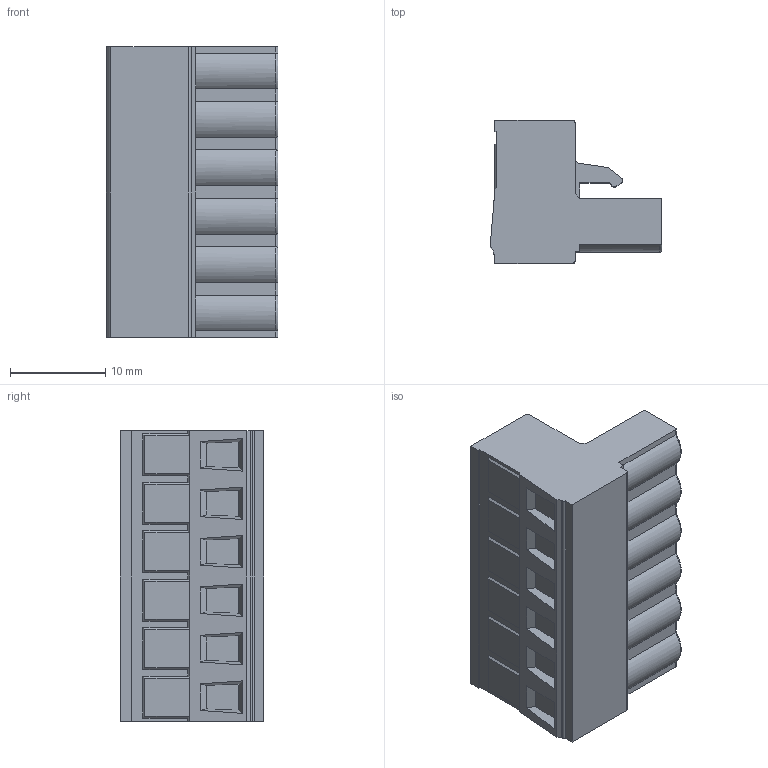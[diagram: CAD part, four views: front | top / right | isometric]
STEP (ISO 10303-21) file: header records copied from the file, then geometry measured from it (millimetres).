
FILE_DESCRIPTION (( 'STEP AP214' ), '1' );
FILE_NAME ('CUI_DEVICES_TBP01P1-508-06BE.step', '2019-10-21T09:36:32', ( '' ), ( '' ), 'SwSTEP 2.0', 'SolidWorks 2019', '' );
FILE_SCHEMA (( 'AUTOMOTIVE_DESIGN' ));
Length unit declared in the file: millimetre
Products named in the file (1): CUI_DEVICES_TBP01P1-508-06BE
Bounding box: 18 x 15 x 30.48 mm (x, y, z)
Volume: 5021 mm3; surface area: 2785.4 mm2
Topology: 1 solids, 1 shells, 269 faces, 696 edges, 448 vertices
Faces by surface type: plane 179, cylinder 72, cone 12, bspline 6
Entity records: 8786 total; most frequent: CARTESIAN_POINT 1702, ORIENTED_EDGE 1392, DIRECTION 1374, EDGE_CURVE 696, LINE 498, VECTOR 498, VERTEX_POINT 448, AXIS2_PLACEMENT_3D 438
